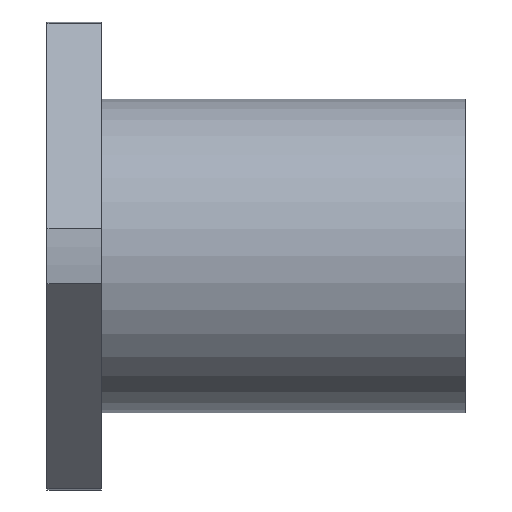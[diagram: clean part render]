
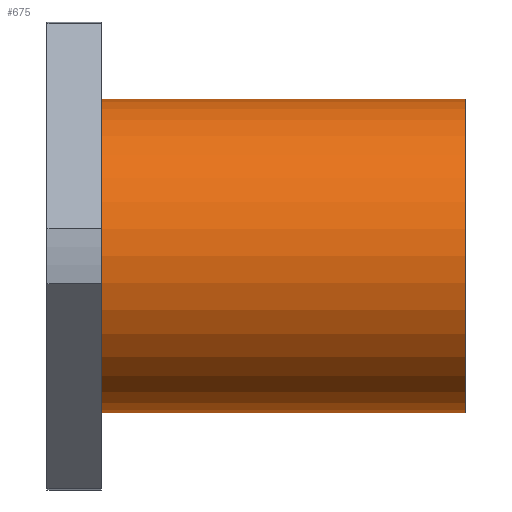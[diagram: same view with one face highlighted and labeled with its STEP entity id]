
A CAD part, front view. The second image highlights one B-rep face of the part: STEP entity #675.
In plain terms, the highlighted cylindrical face has radius 37.5 mm (diameter 75 mm), a partial arc.
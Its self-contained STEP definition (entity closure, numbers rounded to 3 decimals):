
#33 = CARTESIAN_POINT ( 'NONE',  ( 13., 0., -37.5 ) ) ;
#44 = CARTESIAN_POINT ( 'NONE',  ( 100., 0., 37.5 ) ) ;
#60 = EDGE_CURVE ( 'NONE', #375, #400, #972, .T. ) ;
#75 = EDGE_CURVE ( 'NONE', #424, #387, #982, .T. ) ;
#110 = CARTESIAN_POINT ( 'NONE',  ( 13., 0., 37.5 ) ) ;
#222 = EDGE_LOOP ( 'NONE', ( #328, #329, #330, #331 ) ) ;
#328 = ORIENTED_EDGE ( 'NONE', *, *, #75, .F. ) ;
#329 = ORIENTED_EDGE ( 'NONE', *, *, #705, .T. ) ;
#330 = ORIENTED_EDGE ( 'NONE', *, *, #60, .T. ) ;
#331 = ORIENTED_EDGE ( 'NONE', *, *, #350, .F. ) ;
#350 = EDGE_CURVE ( 'NONE', #387, #400, #1052, .T. ) ;
#375 = VERTEX_POINT ( 'NONE', #44 ) ;
#387 = VERTEX_POINT ( 'NONE', #33 ) ;
#400 = VERTEX_POINT ( 'NONE', #110 ) ;
#424 = VERTEX_POINT ( 'NONE', #1152 ) ;
#498 = CARTESIAN_POINT ( 'NONE',  ( 0., 0., 37.5 ) ) ;
#499 = DIRECTION ( 'NONE',  ( -1., 0., 0. ) ) ;
#533 = CARTESIAN_POINT ( 'NONE',  ( 0., 0., -37.5 ) ) ;
#536 = DIRECTION ( 'NONE',  ( -1., 0., 0. ) ) ;
#631 = CARTESIAN_POINT ( 'NONE',  ( 13., 0., 0. ) ) ;
#637 = DIRECTION ( 'NONE',  ( -1., 0., 0. ) ) ;
#638 = DIRECTION ( 'NONE',  ( 0., 0., 1. ) ) ;
#675 = ADVANCED_FACE ( 'NONE', ( #1547 ), #1548, .T. ) ;
#705 = EDGE_CURVE ( 'NONE', #424, #375, #1592, .T. ) ;
#765 = AXIS2_PLACEMENT_3D ( 'NONE', #631, #637, #638 ) ;
#831 = AXIS2_PLACEMENT_3D ( 'NONE', #1338, #1332, #1326 ) ;
#853 = AXIS2_PLACEMENT_3D ( 'NONE', #1419, #1426, #1427 ) ;
#972 = LINE ( 'NONE', #498, #973 ) ;
#973 = VECTOR ( 'NONE', #499, 1000. ) ;
#982 = LINE ( 'NONE', #533, #994 ) ;
#994 = VECTOR ( 'NONE', #536, 1000. ) ;
#1052 = CIRCLE ( 'NONE', #765, 37.5 ) ;
#1152 = CARTESIAN_POINT ( 'NONE',  ( 100., 0., -37.5 ) ) ;
#1326 = DIRECTION ( 'NONE',  ( 0., 0., 1. ) ) ;
#1332 = DIRECTION ( 'NONE',  ( -1., 0., 0. ) ) ;
#1338 = CARTESIAN_POINT ( 'NONE',  ( 0., 0., 0. ) ) ;
#1419 = CARTESIAN_POINT ( 'NONE',  ( 100., 0., 0. ) ) ;
#1426 = DIRECTION ( 'NONE',  ( -1., 0., 0. ) ) ;
#1427 = DIRECTION ( 'NONE',  ( 0., 0., 1. ) ) ;
#1547 = FACE_OUTER_BOUND ( 'NONE', #222, .T. ) ;
#1548 = CYLINDRICAL_SURFACE ( 'NONE', #831, 37.5 ) ;
#1592 = CIRCLE ( 'NONE', #853, 37.5 ) ;
